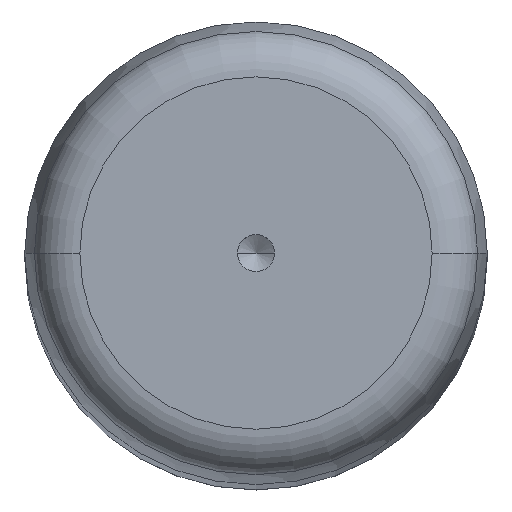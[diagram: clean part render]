
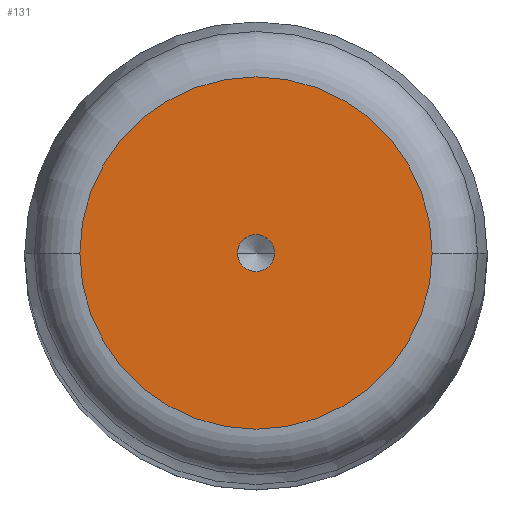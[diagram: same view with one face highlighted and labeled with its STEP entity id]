
A CAD part, top view. The second image highlights one B-rep face of the part: STEP entity #131.
In plain terms, the highlighted planar face has unit normal (0, 0, 1).
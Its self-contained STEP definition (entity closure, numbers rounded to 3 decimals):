
#4 = ORIENTED_EDGE ( 'NONE', *, *, #10, .T. ) ;
#6 = CARTESIAN_POINT ( 'NONE',  ( 0., 0., 180. ) ) ;
#10 = EDGE_CURVE ( 'NONE', #344, #584, #499, .T. ) ;
#33 = CIRCLE ( 'NONE', #326, 1. ) ;
#46 = EDGE_CURVE ( 'NONE', #162, #569, #33, .T. ) ;
#64 = CARTESIAN_POINT ( 'NONE',  ( 9.521, 0., 180. ) ) ;
#71 = EDGE_LOOP ( 'NONE', ( #513, #315 ) ) ;
#105 = DIRECTION ( 'NONE',  ( 1., 0., 0. ) ) ;
#114 = EDGE_CURVE ( 'NONE', #584, #344, #469, .T. ) ;
#122 = AXIS2_PLACEMENT_3D ( 'NONE', #518, #263, #625 ) ;
#131 = ADVANCED_FACE ( 'NONE', ( #676, #335 ), #257, .T. ) ;
#135 = CARTESIAN_POINT ( 'NONE',  ( -1., 0., 180. ) ) ;
#144 = DIRECTION ( 'NONE',  ( 0., 0., 1. ) ) ;
#162 = VERTEX_POINT ( 'NONE', #357 ) ;
#174 = CIRCLE ( 'NONE', #438, 1. ) ;
#191 = AXIS2_PLACEMENT_3D ( 'NONE', #509, #561, #394 ) ;
#200 = DIRECTION ( 'NONE',  ( 1., 0., 0. ) ) ;
#257 = PLANE ( 'NONE',  #472 ) ;
#263 = DIRECTION ( 'NONE',  ( 0., 0., 1. ) ) ;
#265 = DIRECTION ( 'NONE',  ( 1., 0., 0. ) ) ;
#315 = ORIENTED_EDGE ( 'NONE', *, *, #658, .F. ) ;
#317 = DIRECTION ( 'NONE',  ( 0., 0., 1. ) ) ;
#326 = AXIS2_PLACEMENT_3D ( 'NONE', #6, #317, #265 ) ;
#335 = FACE_OUTER_BOUND ( 'NONE', #516, .T. ) ;
#344 = VERTEX_POINT ( 'NONE', #64 ) ;
#354 = DIRECTION ( 'NONE',  ( 0., 0., 1. ) ) ;
#357 = CARTESIAN_POINT ( 'NONE',  ( 1., 0., 180. ) ) ;
#394 = DIRECTION ( 'NONE',  ( 1., 0., 0. ) ) ;
#438 = AXIS2_PLACEMENT_3D ( 'NONE', #443, #144, #200 ) ;
#443 = CARTESIAN_POINT ( 'NONE',  ( 0., 0., 180. ) ) ;
#469 = CIRCLE ( 'NONE', #191, 9.521 ) ;
#472 = AXIS2_PLACEMENT_3D ( 'NONE', #618, #354, #105 ) ;
#499 = CIRCLE ( 'NONE', #122, 9.521 ) ;
#509 = CARTESIAN_POINT ( 'NONE',  ( 0., 0., 180. ) ) ;
#513 = ORIENTED_EDGE ( 'NONE', *, *, #46, .F. ) ;
#516 = EDGE_LOOP ( 'NONE', ( #4, #548 ) ) ;
#518 = CARTESIAN_POINT ( 'NONE',  ( 0., 0., 180. ) ) ;
#548 = ORIENTED_EDGE ( 'NONE', *, *, #114, .T. ) ;
#561 = DIRECTION ( 'NONE',  ( 0., 0., 1. ) ) ;
#569 = VERTEX_POINT ( 'NONE', #135 ) ;
#584 = VERTEX_POINT ( 'NONE', #660 ) ;
#618 = CARTESIAN_POINT ( 'NONE',  ( 0., 0., 180. ) ) ;
#625 = DIRECTION ( 'NONE',  ( 1., 0., 0. ) ) ;
#658 = EDGE_CURVE ( 'NONE', #569, #162, #174, .T. ) ;
#660 = CARTESIAN_POINT ( 'NONE',  ( -9.521, 0., 180. ) ) ;
#676 = FACE_BOUND ( 'NONE', #71, .T. ) ;
